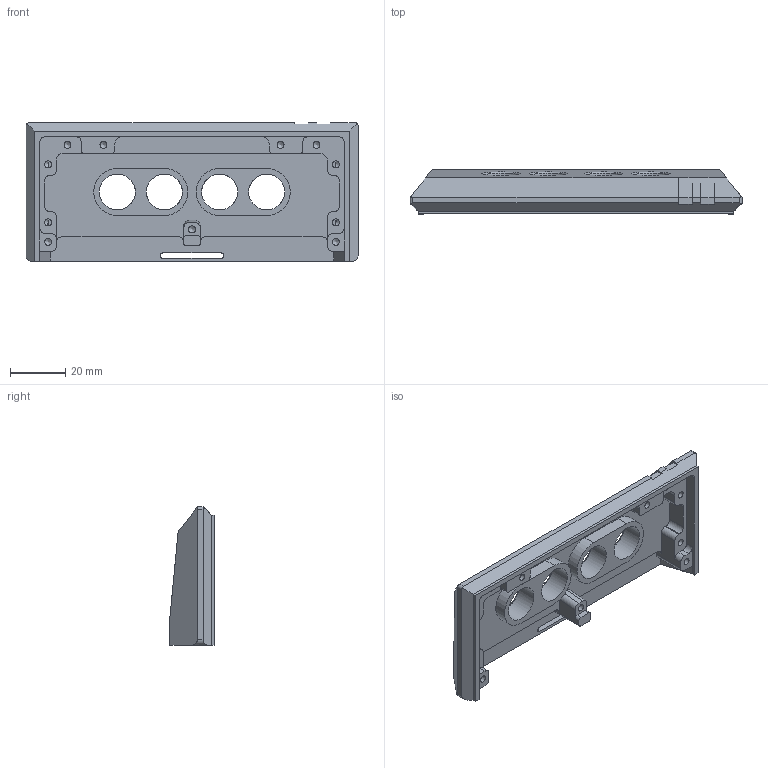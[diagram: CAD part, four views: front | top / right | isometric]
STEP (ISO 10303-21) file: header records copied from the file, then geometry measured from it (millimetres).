
FILE_DESCRIPTION(/* description */ (''),/* implementation_level */ '2;1');
FILE_NAME(/* name */ 'Test4 v5-r v5-rr v8.step',/* time_stamp */ '2018-05-10T21:27:40+08:00',/* author */ ('thelithcore'),/* organization */ (''),/* preprocessor_version */ 'ST-DEVELOPER v17',/* originating_system */ 'Autodesk Translation Framework v7.1.0.215',/* authorisation */ '');
FILE_SCHEMA (('AUTOMOTIVE_DESIGN { 1 0 10303 214 3 1 1 }'));
Length unit declared in the file: millimetre
Products named in the file (1): Test4 v5-r v5-rr
Bounding box: 120 x 16 x 50 mm (x, y, z)
Volume: 29303.6 mm3; surface area: 18481.1 mm2
Topology: 1 solids, 2 shells, 174 faces, 489 edges, 321 vertices
Faces by surface type: plane 98, cylinder 61, cone 11, bspline 4
Full cylindrical faces by diameter (mm): 2.529 x11, 13 x4
Entity records: 5996 total; most frequent: CARTESIAN_POINT 1358, DIRECTION 976, ORIENTED_EDGE 956, EDGE_CURVE 478, AXIS2_PLACEMENT_3D 331, VERTEX_POINT 321, LINE 314, VECTOR 314
